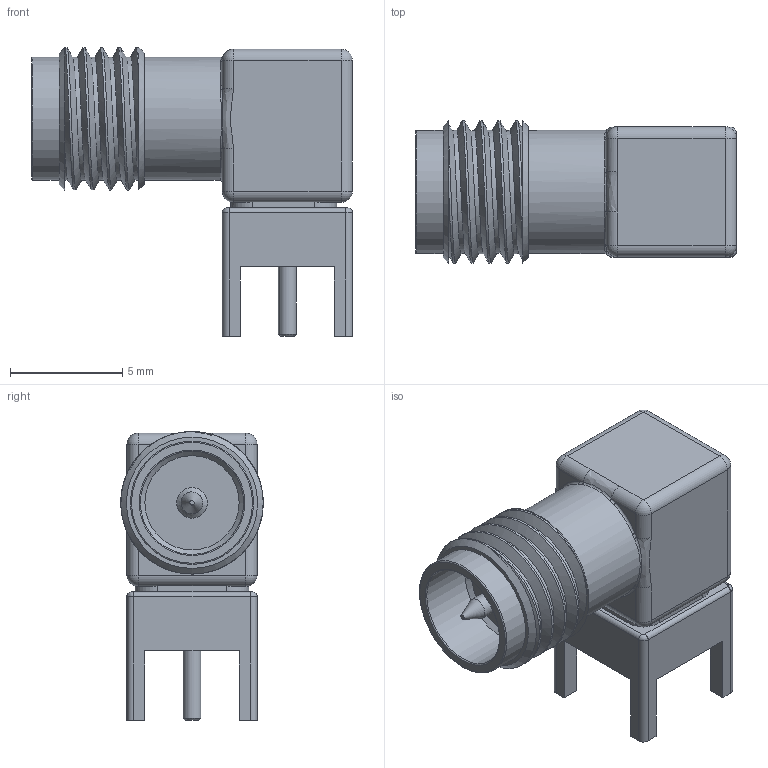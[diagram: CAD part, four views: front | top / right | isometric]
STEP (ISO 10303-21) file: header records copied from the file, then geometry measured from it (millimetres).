
FILE_DESCRIPTION(/* description */ ('Unknown'),/* implementation_level */ '2;1');
FILE_NAME(/* name */ 'SMARA CONNECTOR',/* time_stamp */ '2023-11-06T15:51:30+02:00',/* author */ ('Unknown'),/* organization */ ('Unknown'),/* preprocessor_version */ 'ST-DEVELOPER v18.102',/* originating_system */ 'Solid Edge',/* authorisation */ 'Unknown');
FILE_SCHEMA (('AUTOMOTIVE_DESIGN {1 0 10303 214 3 1 1}'));
Length unit declared in the file: millimetre
Products named in the file (1): SMARA CONNECTOR
Bounding box: 14.3 x 6.35 x 12.88 mm (x, y, z)
Volume: 501.2 mm3; surface area: 590.2 mm2
Topology: 1 solids, 1 shells, 113 faces, 270 edges, 158 vertices
Faces by surface type: plane 41, cylinder 35, bspline 15, torus 9, sphere 8, cone 5
Full cylindrical faces by diameter (mm): 0.8 x1, 0.97 x1, 4.5 x1, 4.6 x1, 5.49 x2
Entity records: 5355 total; most frequent: CARTESIAN_POINT 2141, DIRECTION 501, ORIENTED_EDGE 482, EDGE_CURVE 241, AXIS2_PLACEMENT_3D 198, VERTEX_POINT 151, EDGE_LOOP 134, FACE_BOUND 134
